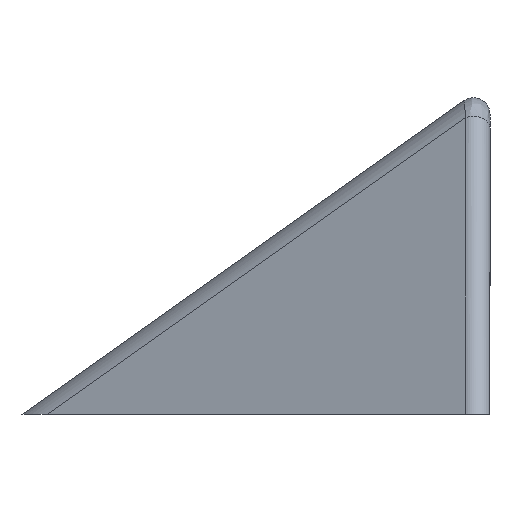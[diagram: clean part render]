
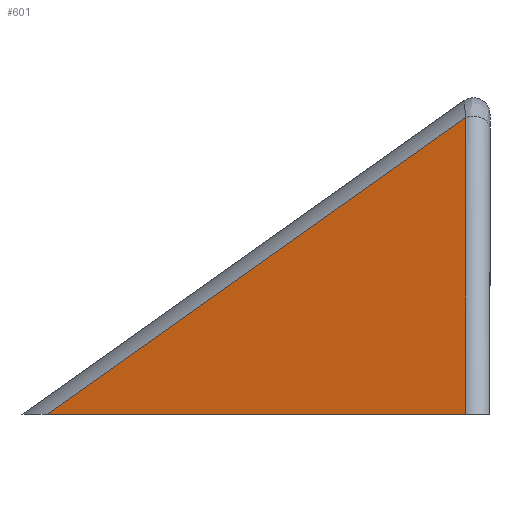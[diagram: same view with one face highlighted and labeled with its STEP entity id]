
A CAD part, front view. The second image highlights one B-rep face of the part: STEP entity #601.
In plain terms, the highlighted planar face has unit normal (-0.449, -0.632, 0.632).
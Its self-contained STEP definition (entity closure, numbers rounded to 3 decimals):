
#85 = DIRECTION ( 'NONE',  ( 0., -0.707, -0.707 ) ) ;
#88 = ORIENTED_EDGE ( 'NONE', *, *, #518, .F. ) ;
#280 = EDGE_CURVE ( 'NONE', #1113, #1430, #618, .T. ) ;
#298 = EDGE_CURVE ( 'NONE', #1430, #1030, #1236, .T. ) ;
#366 = CARTESIAN_POINT ( 'NONE',  ( -1.449, -69.486, -0.514 ) ) ;
#394 = DIRECTION ( 'NONE',  ( -0.449, -0.632, 0.632 ) ) ;
#514 = AXIS2_PLACEMENT_3D ( 'NONE', #875, #394, #1358 ) ;
#515 = CARTESIAN_POINT ( 'NONE',  ( -8.919, -51.104, 12.565 ) ) ;
#518 = EDGE_CURVE ( 'NONE', #1030, #1113, #1459, .T. ) ;
#601 = ADVANCED_FACE ( 'NONE', ( #621 ), #1490, .T. ) ;
#618 = LINE ( 'NONE', #1117, #1202 ) ;
#621 = FACE_OUTER_BOUND ( 'NONE', #847, .T. ) ;
#757 = DIRECTION ( 'NONE',  ( -0.815, 0.579, 0. ) ) ;
#847 = EDGE_LOOP ( 'NONE', ( #1339, #1294, #88 ) ) ;
#869 = VECTOR ( 'NONE', #85, 1000. ) ;
#872 = CARTESIAN_POINT ( 'NONE',  ( -26.621, -51.104, 0. ) ) ;
#875 = CARTESIAN_POINT ( 'NONE',  ( -19.845, -27.957, 27.957 ) ) ;
#904 = CARTESIAN_POINT ( 'NONE',  ( -1.449, -68.972, 0. ) ) ;
#960 = DIRECTION ( 'NONE',  ( 0.815, 0., 0.579 ) ) ;
#1030 = VERTEX_POINT ( 'NONE', #1356 ) ;
#1113 = VERTEX_POINT ( 'NONE', #904 ) ;
#1117 = CARTESIAN_POINT ( 'NONE',  ( 0., -70., 0. ) ) ;
#1202 = VECTOR ( 'NONE', #757, 1000. ) ;
#1236 = LINE ( 'NONE', #515, #1248 ) ;
#1248 = VECTOR ( 'NONE', #960, 1000. ) ;
#1294 = ORIENTED_EDGE ( 'NONE', *, *, #280, .F. ) ;
#1339 = ORIENTED_EDGE ( 'NONE', *, *, #298, .F. ) ;
#1356 = CARTESIAN_POINT ( 'NONE',  ( -1.449, -51.104, 17.868 ) ) ;
#1358 = DIRECTION ( 'NONE',  ( 0., 0.707, 0.707 ) ) ;
#1430 = VERTEX_POINT ( 'NONE', #872 ) ;
#1459 = LINE ( 'NONE', #366, #869 ) ;
#1490 = PLANE ( 'NONE',  #514 ) ;
